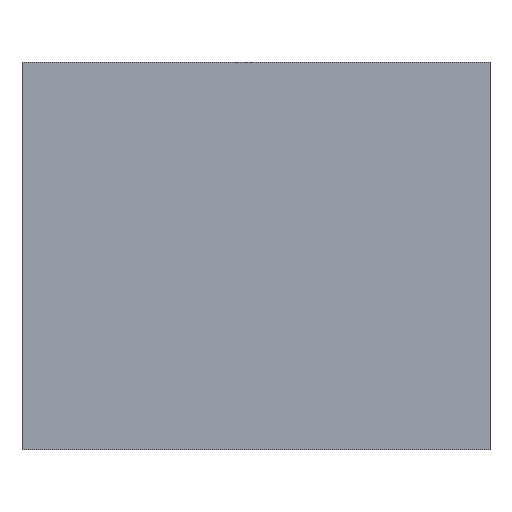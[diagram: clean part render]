
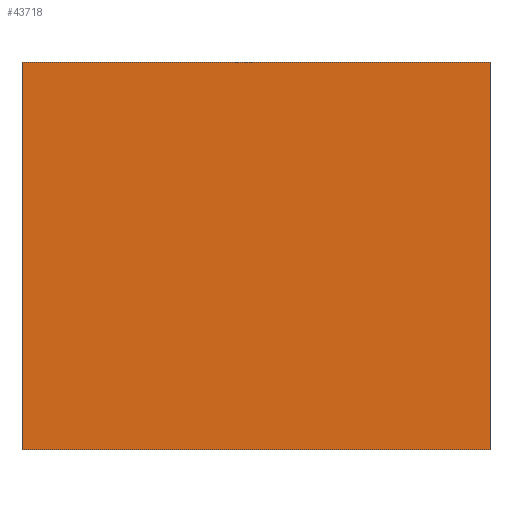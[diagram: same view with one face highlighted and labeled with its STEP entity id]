
A CAD part, front view. The second image highlights one B-rep face of the part: STEP entity #43718.
In plain terms, the highlighted planar face has unit normal (0, -1, 0).
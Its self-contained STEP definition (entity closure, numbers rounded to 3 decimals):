
#4303=ORIENTED_EDGE('',*,*,#18023,.T.);
#4304=ORIENTED_EDGE('',*,*,#18027,.T.);
#4305=ORIENTED_EDGE('',*,*,#18030,.T.);
#4306=ORIENTED_EDGE('',*,*,#18032,.T.);
#18023=EDGE_CURVE('',#24891,#24890,#29318,.T.);
#18027=EDGE_CURVE('',#24890,#24893,#29322,.T.);
#18030=EDGE_CURVE('',#24893,#24895,#29325,.T.);
#18032=EDGE_CURVE('',#24895,#24891,#29327,.T.);
#24890=VERTEX_POINT('',#62375);
#24891=VERTEX_POINT('',#62377);
#24893=VERTEX_POINT('',#62383);
#24895=VERTEX_POINT('',#62389);
#29318=LINE('',#62376,#33241);
#29322=LINE('',#62384,#33245);
#29325=LINE('',#62390,#33248);
#29327=LINE('',#62393,#33250);
#33241=VECTOR('',#50298,1000.);
#33245=VECTOR('',#50304,1000.);
#33248=VECTOR('',#50309,1000.);
#33250=VECTOR('',#50313,1000.);
#37166=EDGE_LOOP('',(#4303,#4304,#4305,#4306));
#39861=FACE_BOUND('',#37166,.T.);
#42556=PLANE('',#46220);
#43718=ADVANCED_FACE('',(#39861),#42556,.T.);
#46220=AXIS2_PLACEMENT_3D('',#62394,#50314,#50315);
#50298=DIRECTION('',(0.,0.,-1.));
#50304=DIRECTION('',(1.,0.,0.));
#50309=DIRECTION('',(0.,0.,1.));
#50313=DIRECTION('',(-1.,0.,0.));
#50314=DIRECTION('',(0.,-1.,0.));
#50315=DIRECTION('',(0.,0.,-1.));
#62375=CARTESIAN_POINT('',(-4.95,-207.2,-4.1));
#62376=CARTESIAN_POINT('',(-4.95,-207.2,4.1));
#62377=CARTESIAN_POINT('',(-4.95,-207.2,4.1));
#62383=CARTESIAN_POINT('',(4.95,-207.2,-4.1));
#62384=CARTESIAN_POINT('',(-4.95,-207.2,-4.1));
#62389=CARTESIAN_POINT('',(4.95,-207.2,4.1));
#62390=CARTESIAN_POINT('',(4.95,-207.2,-4.1));
#62393=CARTESIAN_POINT('',(4.95,-207.2,4.1));
#62394=CARTESIAN_POINT('',(0.,-207.2,0.));
